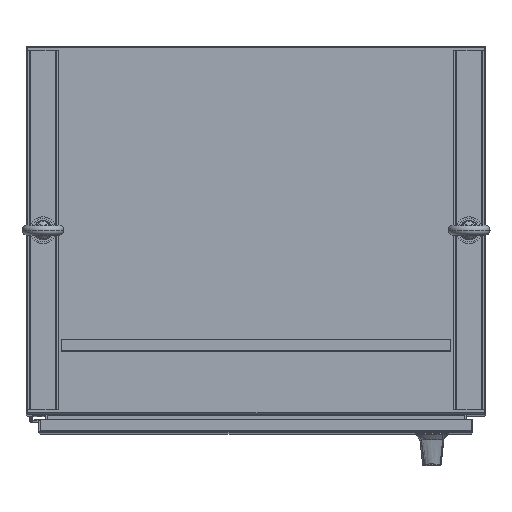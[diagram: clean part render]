
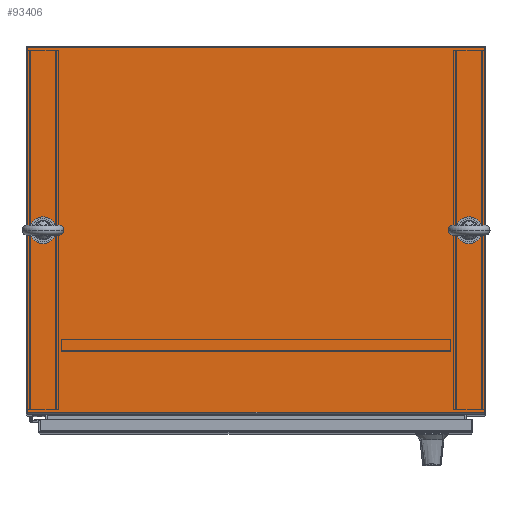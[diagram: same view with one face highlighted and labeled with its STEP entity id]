
A CAD part, top view. The second image highlights one B-rep face of the part: STEP entity #93406.
In plain terms, the highlighted planar face has unit normal (0, 0, 1).
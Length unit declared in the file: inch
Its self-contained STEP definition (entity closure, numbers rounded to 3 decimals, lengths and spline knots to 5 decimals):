
#1609 = CARTESIAN_POINT ( 'NONE',  ( 14.935, 12., 72.06 ) ) ;
#2788 = DIRECTION ( 'NONE',  ( 0., 0., -1. ) ) ;
#4965 = CIRCLE ( 'NONE', #67672, 0.375 ) ;
#5948 = VERTEX_POINT ( 'NONE', #97888 ) ;
#6644 = CARTESIAN_POINT ( 'NONE',  ( -14.935, 12., 72.06 ) ) ;
#8301 = EDGE_LOOP ( 'NONE', ( #67546, #41330 ) ) ;
#10217 = LINE ( 'NONE', #6644, #81428 ) ;
#10494 = DIRECTION ( 'NONE',  ( 1., 0., 0. ) ) ;
#13617 = FACE_BOUND ( 'NONE', #8301, .T. ) ;
#14008 = VECTOR ( 'NONE', #103676, 39.37008 ) ;
#14517 = EDGE_LOOP ( 'NONE', ( #62437, #22574, #31522, #32394 ) ) ;
#15486 = DIRECTION ( 'NONE',  ( 1., 0., 0. ) ) ;
#18102 = CARTESIAN_POINT ( 'NONE',  ( -14.935, 12., 72.06 ) ) ;
#18183 = VERTEX_POINT ( 'NONE', #60754 ) ;
#18211 = CARTESIAN_POINT ( 'NONE',  ( -14.935, -11.857, 72.06 ) ) ;
#21507 = LINE ( 'NONE', #32213, #14008 ) ;
#21727 = VERTEX_POINT ( 'NONE', #1609 ) ;
#22488 = DIRECTION ( 'NONE',  ( 0., 0., -1. ) ) ;
#22574 = ORIENTED_EDGE ( 'NONE', *, *, #27953, .T. ) ;
#23809 = DIRECTION ( 'NONE',  ( 0., -1., 0. ) ) ;
#27685 = DIRECTION ( 'NONE',  ( 1., 0., 0. ) ) ;
#27953 = EDGE_CURVE ( 'NONE', #21727, #34054, #21507, .T. ) ;
#27966 = EDGE_CURVE ( 'NONE', #34054, #78027, #10217, .T. ) ;
#28672 = FACE_OUTER_BOUND ( 'NONE', #14517, .T. ) ;
#28834 = VERTEX_POINT ( 'NONE', #51306 ) ;
#30179 = VECTOR ( 'NONE', #96639, 39.37008 ) ;
#30892 = PLANE ( 'NONE',  #63051 ) ;
#31522 = ORIENTED_EDGE ( 'NONE', *, *, #27966, .T. ) ;
#31935 = CARTESIAN_POINT ( 'NONE',  ( -14.935, -12., 72.06 ) ) ;
#32213 = CARTESIAN_POINT ( 'NONE',  ( 14.935, 12., 72.06 ) ) ;
#32394 = ORIENTED_EDGE ( 'NONE', *, *, #80249, .F. ) ;
#34054 = VERTEX_POINT ( 'NONE', #18102 ) ;
#38948 = DIRECTION ( 'NONE',  ( 0., 0., 1. ) ) ;
#40565 = EDGE_CURVE ( 'NONE', #18183, #44480, #57986, .T. ) ;
#41330 = ORIENTED_EDGE ( 'NONE', *, *, #98536, .T. ) ;
#44480 = VERTEX_POINT ( 'NONE', #57205 ) ;
#45136 = AXIS2_PLACEMENT_3D ( 'NONE', #90869, #60187, #27685 ) ;
#47450 = FACE_BOUND ( 'NONE', #57765, .T. ) ;
#51306 = CARTESIAN_POINT ( 'NONE',  ( -14.31, 0.032, 72.06 ) ) ;
#53809 = CARTESIAN_POINT ( 'NONE',  ( 13.935, 0.032, 72.06 ) ) ;
#56370 = EDGE_CURVE ( 'NONE', #101781, #21727, #81636, .T. ) ;
#57205 = CARTESIAN_POINT ( 'NONE',  ( 13.56, 0.032, 72.06 ) ) ;
#57765 = EDGE_LOOP ( 'NONE', ( #90345, #74341 ) ) ;
#57986 = CIRCLE ( 'NONE', #65583, 0.375 ) ;
#58743 = CARTESIAN_POINT ( 'NONE',  ( -13.935, 0.032, 72.06 ) ) ;
#60187 = DIRECTION ( 'NONE',  ( 0., 0., -1. ) ) ;
#60754 = CARTESIAN_POINT ( 'NONE',  ( 14.31, 0.032, 72.06 ) ) ;
#62437 = ORIENTED_EDGE ( 'NONE', *, *, #56370, .T. ) ;
#63051 = AXIS2_PLACEMENT_3D ( 'NONE', #31935, #38948, #15486 ) ;
#64545 = EDGE_CURVE ( 'NONE', #44480, #18183, #103503, .T. ) ;
#65583 = AXIS2_PLACEMENT_3D ( 'NONE', #53809, #101549, #94561 ) ;
#67546 = ORIENTED_EDGE ( 'NONE', *, *, #77929, .T. ) ;
#67672 = AXIS2_PLACEMENT_3D ( 'NONE', #58743, #2788, #10494 ) ;
#71673 = VECTOR ( 'NONE', #75454, 39.37008 ) ;
#74341 = ORIENTED_EDGE ( 'NONE', *, *, #64545, .T. ) ;
#75454 = DIRECTION ( 'NONE',  ( 0., 1., 0. ) ) ;
#77929 = EDGE_CURVE ( 'NONE', #5948, #28834, #4965, .T. ) ;
#78027 = VERTEX_POINT ( 'NONE', #18211 ) ;
#78339 = DIRECTION ( 'NONE',  ( 1., 0., 0. ) ) ;
#80249 = EDGE_CURVE ( 'NONE', #101781, #78027, #91354, .T. ) ;
#81428 = VECTOR ( 'NONE', #23809, 39.37008 ) ;
#81636 = LINE ( 'NONE', #98423, #71673 ) ;
#89973 = AXIS2_PLACEMENT_3D ( 'NONE', #102723, #22488, #78339 ) ;
#90345 = ORIENTED_EDGE ( 'NONE', *, *, #40565, .T. ) ;
#90869 = CARTESIAN_POINT ( 'NONE',  ( -13.935, 0.032, 72.06 ) ) ;
#91354 = LINE ( 'NONE', #103292, #30179 ) ;
#93406 = ADVANCED_FACE ( 'NONE', ( #28672, #47450, #13617 ), #30892, .T. ) ;
#94561 = DIRECTION ( 'NONE',  ( 1., 0., 0. ) ) ;
#96639 = DIRECTION ( 'NONE',  ( -1., 0., 0. ) ) ;
#97888 = CARTESIAN_POINT ( 'NONE',  ( -13.56, 0.032, 72.06 ) ) ;
#98239 = CIRCLE ( 'NONE', #45136, 0.375 ) ;
#98423 = CARTESIAN_POINT ( 'NONE',  ( 14.935, -12., 72.06 ) ) ;
#98536 = EDGE_CURVE ( 'NONE', #28834, #5948, #98239, .T. ) ;
#99665 = CARTESIAN_POINT ( 'NONE',  ( 14.935, -11.857, 72.06 ) ) ;
#101549 = DIRECTION ( 'NONE',  ( 0., 0., -1. ) ) ;
#101781 = VERTEX_POINT ( 'NONE', #99665 ) ;
#102723 = CARTESIAN_POINT ( 'NONE',  ( 13.935, 0.032, 72.06 ) ) ;
#103292 = CARTESIAN_POINT ( 'NONE',  ( -14.935, -11.857, 72.06 ) ) ;
#103503 = CIRCLE ( 'NONE', #89973, 0.375 ) ;
#103676 = DIRECTION ( 'NONE',  ( -1., 0., 0. ) ) ;
